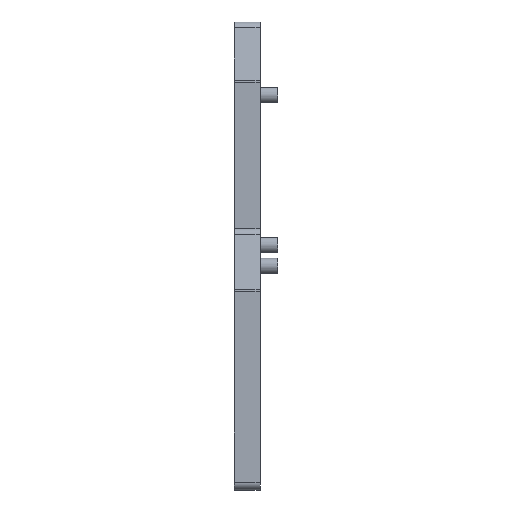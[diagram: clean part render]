
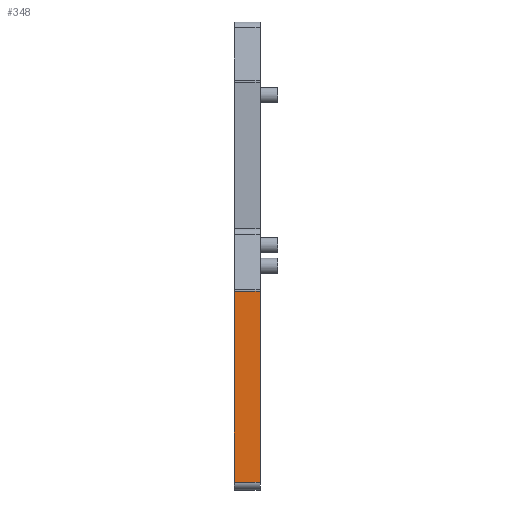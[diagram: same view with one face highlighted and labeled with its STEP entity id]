
A CAD part, front view. The second image highlights one B-rep face of the part: STEP entity #348.
In plain terms, the highlighted planar face has unit normal (0, -1, 0).
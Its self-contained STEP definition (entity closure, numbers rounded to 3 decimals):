
#321=AXIS2_PLACEMENT_3D('Plane Axis2P3D',#318,#319,#320) ;
#70=CARTESIAN_POINT('Line Origine',(0.,0.,9.969)) ;
#74=CARTESIAN_POINT('Vertex',(0.,0.,0.75)) ;
#76=CARTESIAN_POINT('Vertex',(0.,0.,19.187)) ;
#318=CARTESIAN_POINT('Axis2P3D Location',(0.,0.,0.75)) ;
#323=CARTESIAN_POINT('Line Origine',(1.25,0.,0.75)) ;
#327=CARTESIAN_POINT('Vertex',(2.5,0.,0.75)) ;
#330=CARTESIAN_POINT('Line Origine',(2.5,0.,9.969)) ;
#334=CARTESIAN_POINT('Vertex',(2.5,0.,19.187)) ;
#337=CARTESIAN_POINT('Line Origine',(1.25,0.,19.187)) ;
#71=DIRECTION('Vector Direction',(0.,0.,1.)) ;
#319=DIRECTION('Axis2P3D Direction',(0.,-1.,0.)) ;
#320=DIRECTION('Axis2P3D XDirection',(0.,0.,1.)) ;
#324=DIRECTION('Vector Direction',(-1.,0.,0.)) ;
#331=DIRECTION('Vector Direction',(0.,0.,1.)) ;
#338=DIRECTION('Vector Direction',(-1.,0.,0.)) ;
#72=VECTOR('Line Direction',#71,1.) ;
#325=VECTOR('Line Direction',#324,1.) ;
#332=VECTOR('Line Direction',#331,1.) ;
#339=VECTOR('Line Direction',#338,1.) ;
#343=ORIENTED_EDGE('',*,*,#329,.F.) ;
#344=ORIENTED_EDGE('',*,*,#336,.T.) ;
#345=ORIENTED_EDGE('',*,*,#341,.T.) ;
#346=ORIENTED_EDGE('',*,*,#78,.F.) ;
#348=ADVANCED_FACE('WAP',(#347),#322,.T.) ;
#78=EDGE_CURVE('',#75,#77,#73,.T.) ;
#329=EDGE_CURVE('',#328,#75,#326,.T.) ;
#336=EDGE_CURVE('',#328,#335,#333,.T.) ;
#341=EDGE_CURVE('',#335,#77,#340,.T.) ;
#342=EDGE_LOOP('',(#343,#344,#345,#346)) ;
#347=FACE_OUTER_BOUND('',#342,.T.) ;
#73=LINE('Line',#70,#72) ;
#326=LINE('Line',#323,#325) ;
#333=LINE('Line',#330,#332) ;
#340=LINE('Line',#337,#339) ;
#322=PLANE('',#321) ;
#75=VERTEX_POINT('',#74) ;
#77=VERTEX_POINT('',#76) ;
#328=VERTEX_POINT('',#327) ;
#335=VERTEX_POINT('',#334) ;
